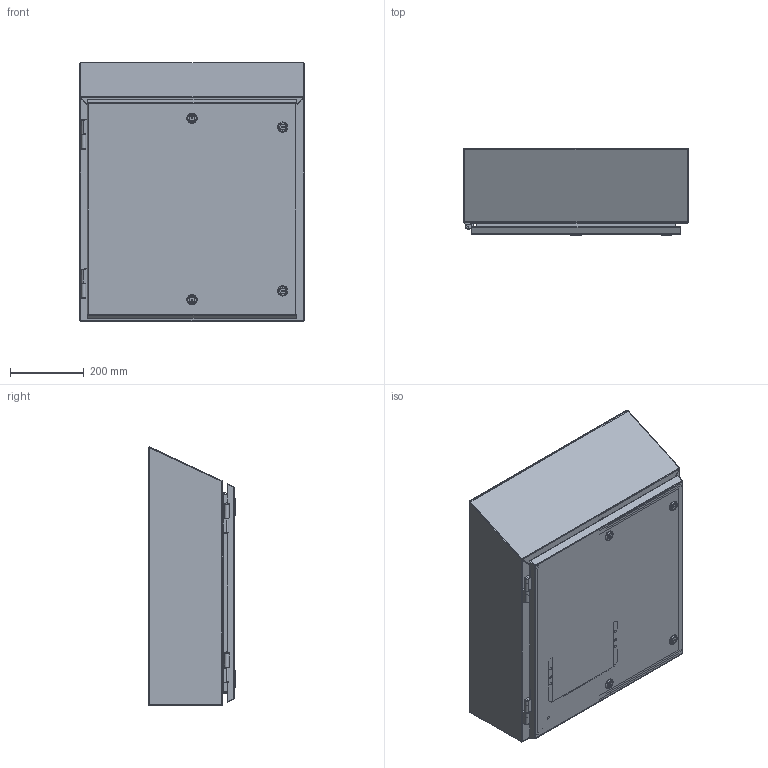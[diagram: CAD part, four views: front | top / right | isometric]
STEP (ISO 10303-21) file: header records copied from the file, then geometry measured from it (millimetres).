
FILE_DESCRIPTION (( 'STEP AP214' ), '1' );
FILE_NAME ('HWST24248S16.STEP', '2020-11-23T21:08:28', ( '' ), ( '' ), 'SwSTEP 2.0', 'SolidWorks 2019', '' );
FILE_SCHEMA (( 'AUTOMOTIVE_DESIGN' ));
Length unit declared in the file: inch
Products named in the file (1): HWST24248S16
Bounding box: 609.6 x 238 x 703.17 mm (x, y, z)
Volume: 3000805.7 mm3; surface area: 3192996.6 mm2
Topology: 53 solids, 54 shells, 1241 faces, 2932 edges, 1842 vertices
Faces by surface type: plane 779, cylinder 346, bspline 62, cone 44, torus 10
Full cylindrical faces by diameter (mm): 3.307 x2, 4.166 x2, 4.917 x8, 5 x4, 5.74 x8, 6 x8, 6.096 x4, 6.1 x4, 6.35 x4, 6.985 x4, 7.937 x2, 8.433 x4, 9.347 x2, 9.525 x4, 9.83 x8, 12.7 x12, 13.335 x4, 15.875 x8, 16.002 x4, 16.51 x4, 19.5 x4, 19.939 x4, 27.94 x4, 88.9 x1
Entity records: 41325 total; most frequent: CARTESIAN_POINT 12239, DIRECTION 5491, ORIENTED_EDGE 5430, EDGE_CURVE 2715, AXIS2_PLACEMENT_3D 1888, VERTEX_POINT 1794, VECTOR 1715, LINE 1715
